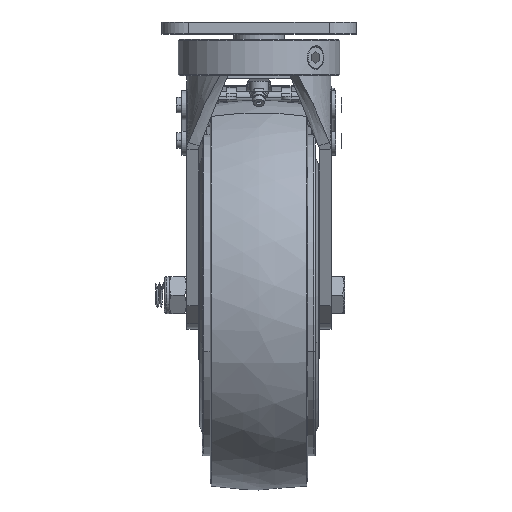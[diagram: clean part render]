
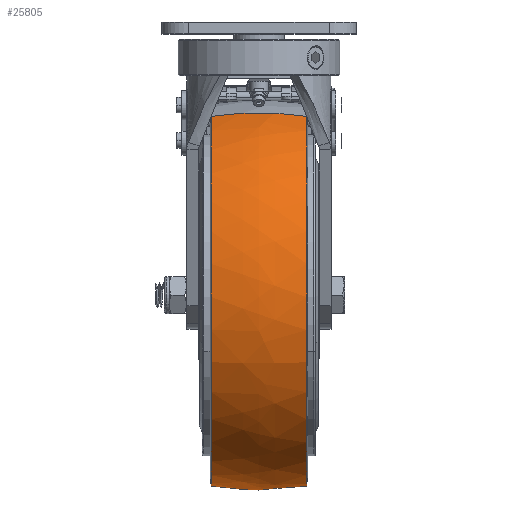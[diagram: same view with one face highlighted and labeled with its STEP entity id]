
A CAD part, top view. The second image highlights one B-rep face of the part: STEP entity #25805.
In plain terms, the highlighted free-form (B-spline) face has degree [3, 3] with [7, 4] control points.
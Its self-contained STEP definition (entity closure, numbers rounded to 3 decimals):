
#25108=CARTESIAN_POINT('',(0.,-169.578,-60.817));
#25109=DIRECTION('',(0.,0.353,-0.936));
#25110=DIRECTION('',(-0.162,0.923,0.348));
#25111=AXIS2_PLACEMENT_3D('',#25108,#25109,#25110);
#25113=CARTESIAN_POINT('',(0.,-74.022,-24.783));
#25114=DIRECTION('',(0.,-0.353,0.936));
#25115=DIRECTION('',(-0.162,-0.923,-0.348));
#25116=AXIS2_PLACEMENT_3D('',#25113,#25114,#25115);
#25118=CARTESIAN_POINT('',(-24.5,-121.8,-42.8));
#25119=DIRECTION('',(1.,0.,0.));
#25120=DIRECTION('',(0.,0.936,0.353));
#25121=AXIS2_PLACEMENT_3D('',#25118,#25119,#25120);
#25141=CARTESIAN_POINT('',(24.5,-121.8,-42.8));
#25142=DIRECTION('',(1.,0.,0.));
#25143=DIRECTION('',(0.,0.936,0.353));
#25144=AXIS2_PLACEMENT_3D('',#25141,#25142,#25143);
#25469=CARTESIAN_POINT('',(-24.5,-30.103,-8.222));
#25471=VERTEX_POINT('',#25469);
#25472=CARTESIAN_POINT('',(24.5,-30.103,-8.222));
#25474=VERTEX_POINT('',#25472);
#25481=CARTESIAN_POINT('',(-24.5,-213.497,-77.378));
#25483=VERTEX_POINT('',#25481);
#25484=CARTESIAN_POINT('',(24.5,-213.497,-77.378));
#25486=VERTEX_POINT('',#25484);
#25767=CARTESIAN_POINT('',(25.471,-210.996,
-83.001));
#25768=CARTESIAN_POINT('',(8.572,-213.632,
-84.189));
#25769=CARTESIAN_POINT('',(-8.572,-213.632,
-84.189));
#25770=CARTESIAN_POINT('',(-25.471,-210.996,
-83.001));
#25771=CARTESIAN_POINT('',(25.471,-235.736,
-28.109));
#25772=CARTESIAN_POINT('',(8.572,-239.102,
-27.675));
#25773=CARTESIAN_POINT('',(-8.572,-239.102,
-27.675));
#25774=CARTESIAN_POINT('',(-25.471,-235.736,
-28.109));
#25775=CARTESIAN_POINT('',(25.471,-212.657,
27.501));
#25776=CARTESIAN_POINT('',(8.572,-215.342,
29.578));
#25777=CARTESIAN_POINT('',(-8.572,-215.342,
29.578));
#25778=CARTESIAN_POINT('',(-25.471,-212.657,
27.501));
#25779=CARTESIAN_POINT('',(25.471,-156.321,
48.745));
#25780=CARTESIAN_POINT('',(8.572,-157.341,
51.449));
#25781=CARTESIAN_POINT('',(-8.572,-157.341,
51.449));
#25782=CARTESIAN_POINT('',(-25.471,-156.321,
48.745));
#25783=CARTESIAN_POINT('',(25.471,-99.984,
69.989));
#25784=CARTESIAN_POINT('',(8.572,-99.34,
73.321));
#25785=CARTESIAN_POINT('',(-8.572,-99.34,
73.321));
#25786=CARTESIAN_POINT('',(-25.471,-99.984,
69.989));
#25787=CARTESIAN_POINT('',(25.471,-45.933,
43.464));
#25788=CARTESIAN_POINT('',(8.572,-43.692,
46.013));
#25789=CARTESIAN_POINT('',(-8.572,-43.692,
46.013));
#25790=CARTESIAN_POINT('',(-25.471,-45.933,
43.464));
#25791=CARTESIAN_POINT('',(25.471,-28.268,
-14.095));
#25792=CARTESIAN_POINT('',(8.572,-25.505,
-13.247));
#25793=CARTESIAN_POINT('',(-8.572,-25.505,
-13.247));
#25794=CARTESIAN_POINT('',(-25.471,-28.268,
-14.095));
#25795=(BOUNDED_SURFACE()B_SPLINE_SURFACE(3,3,((#25767,#25768,#25769,#25770),(
#25771,#25772,#25773,#25774),(#25775,#25776,#25777,#25778),(#25779,#25780,
#25781,#25782),(#25783,#25784,#25785,#25786),(#25787,#25788,#25789,#25790),(
#25791,#25792,#25793,#25794)),.UNSPECIFIED.,.F.,.F.,.F.)B_SPLINE_SURFACE_WITH_KNOTS((4,3,4),(4,4),(0.,1.,2.),(0.,1.),.UNSPECIFIED.)GEOMETRIC_REPRESENTATION_ITEM()RATIONAL_B_SPLINE_SURFACE(((1.196,1.184,
1.184,1.196),(0.944,0.935,
0.935,0.944),(0.944,0.935,
0.935,0.944),(1.196,1.184,
1.184,1.196),(0.944,0.935,
0.935,0.944),(0.944,0.935,
0.935,0.944),(1.196,1.184,
1.184,1.196)))REPRESENTATION_ITEM('')SURFACE());
#25797=ORIENTED_EDGE('',*,*,#25796,.T.);
#25799=ORIENTED_EDGE('',*,*,#25798,.T.);
#25801=ORIENTED_EDGE('',*,*,#25800,.F.);
#25802=ORIENTED_EDGE('',*,*,#25753,.F.);
#25803=EDGE_LOOP('',(#25797,#25799,#25801,#25802));
#25804=FACE_OUTER_BOUND('',#25803,.F.);
#25112=CIRCLE('',#25111,151.063);
#25117=CIRCLE('',#25116,151.063);
#25122=CIRCLE('',#25121,98.);
#25145=CIRCLE('',#25144,98.);
#25753=EDGE_CURVE('',#25471,#25483,#25122,.T.);
#25796=EDGE_CURVE('',#25471,#25474,#25112,.T.);
#25798=EDGE_CURVE('',#25474,#25486,#25145,.T.);
#25800=EDGE_CURVE('',#25483,#25486,#25117,.T.);
#25805=ADVANCED_FACE('',(#25804),#25795,.T.);
